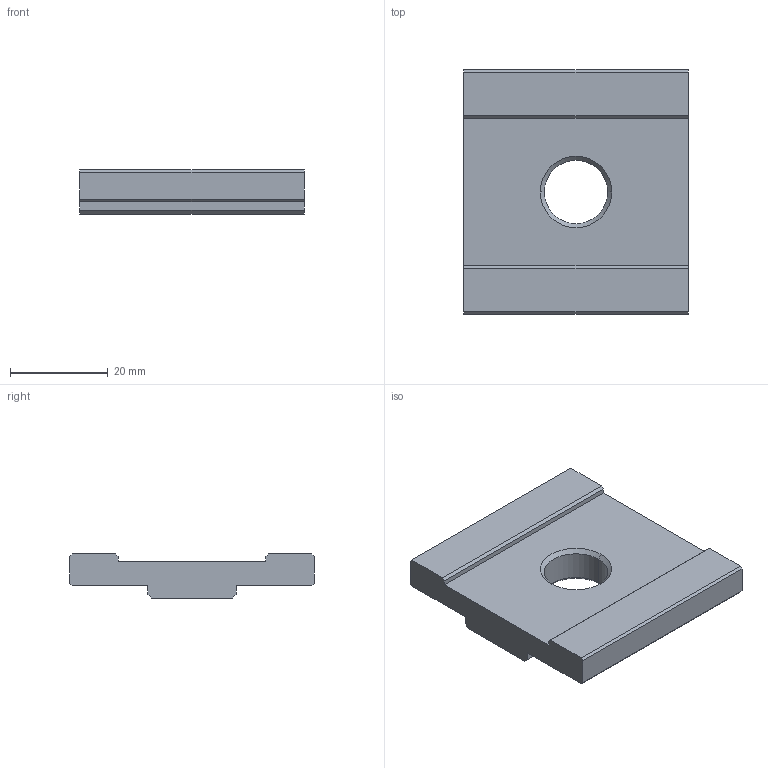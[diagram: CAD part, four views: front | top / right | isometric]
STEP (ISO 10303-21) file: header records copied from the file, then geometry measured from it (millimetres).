
FILE_DESCRIPTION (( 'STEP AP203' ), '1' );
FILE_NAME ('05-0553.STEP', '2024-10-07T15:59:56', ( '' ), ( '' ), 'SwSTEP 2.0', 'SolidWorks 2022', '' );
FILE_SCHEMA (( 'CONFIG_CONTROL_DESIGN' ));
Length unit declared in the file: inch
Products named in the file (2): 05-0553; PHV-50-K2-05 ºë¥©ªê¹X©³ªO (05-
Assembly tree (1 placements, depth 2):
  05-0553
    PHV-50-K2-05 ºë¥©ªê¹X©³ªO (05-
Bounding box: 46 x 50 x 9 mm (x, y, z)
Volume: 13849.6 mm3; surface area: 6092.9 mm2
Topology: 1 solids, 1 shells, 28 faces, 74 edges, 48 vertices
Faces by surface type: plane 22, cone 4, cylinder 2
Entity records: 1058 total; most frequent: CARTESIAN_POINT 154, ORIENTED_EDGE 148, DIRECTION 146, EDGE_CURVE 74, VECTOR 66, LINE 66, VERTEX_POINT 48, AXIS2_PLACEMENT_3D 40
